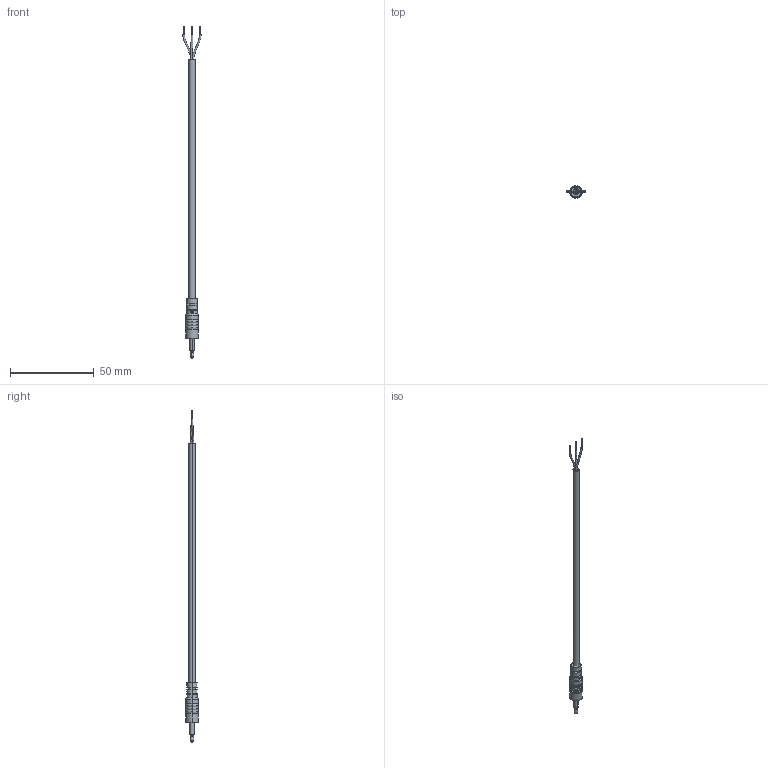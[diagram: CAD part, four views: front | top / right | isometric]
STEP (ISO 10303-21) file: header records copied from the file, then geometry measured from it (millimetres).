
FILE_DESCRIPTION (( 'STEP AP203' ), '1' );
FILE_NAME ('053-0275R (CA-2201)_revA4.STEP', '2017-02-13T17:51:35', ( '' ), ( '' ), 'SwSTEP 2.0', 'SolidWorks 2015', '' );
FILE_SCHEMA (( 'CONFIG_CONTROL_DESIGN' ));
Length unit declared in the file: millimetre
Products named in the file (7): 50-00132 contact 1; 053-0275R (CA-2201)_revA4; 30-00005_stripped and tinned; 24-00099_default; 50-00132 insulator; 50-00132; 50-00132 contact 2
Assembly tree (6 placements, depth 3):
  053-0275R (CA-2201)_revA4
    30-00005_stripped and tinned
    24-00099_default
    50-00132
      50-00132 contact 1
      50-00132 contact 2
      50-00132 insulator
Bounding box: 11 x 7.5 x 198.05 mm (x, y, z)
Volume: 2535.4 mm3; surface area: 13546.4 mm2
Topology: 120 solids, 120 shells, 703 faces, 1275 edges, 825 vertices
Faces by surface type: cylinder 320, plane 286, bspline 42, cone 29, torus 26
Entity records: 20197 total; most frequent: CARTESIAN_POINT 5356, DIRECTION 3211, ORIENTED_EDGE 2546, AXIS2_PLACEMENT_3D 1397, EDGE_CURVE 1273, VERTEX_POINT 825, EDGE_LOOP 772, CIRCLE 726
